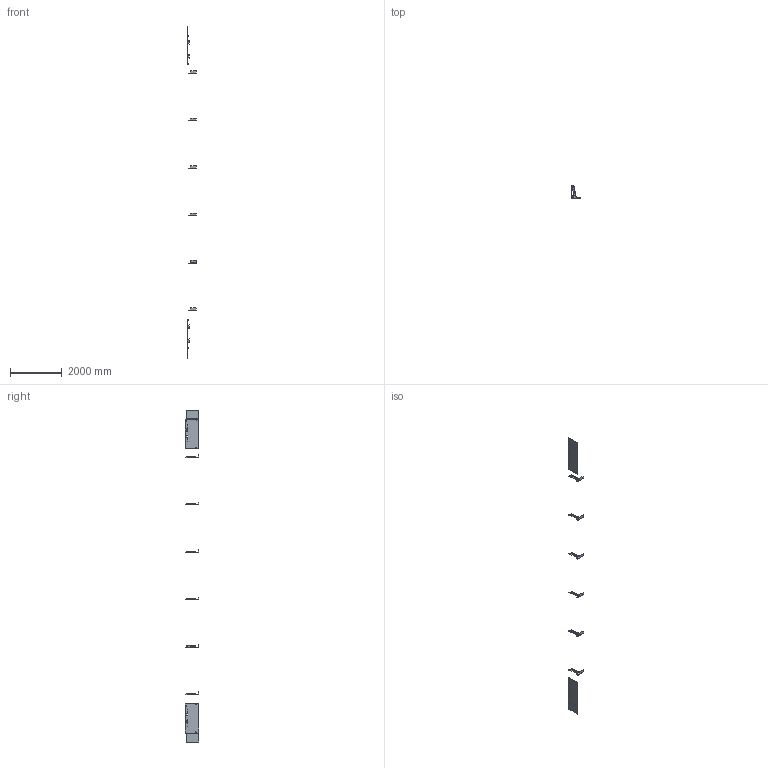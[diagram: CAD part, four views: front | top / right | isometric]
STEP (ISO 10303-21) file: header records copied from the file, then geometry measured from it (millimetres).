
FILE_DESCRIPTION(/* description */ (''),/* implementation_level */ '2;1');
FILE_NAME(/* name */ 'FE-00040-10_ASM_9_ASM.stp',/* time_stamp */ '2017-01-08T12:21:35-05:00',/* author */ ('jeff1'),/* organization */ (''),/* preprocessor_version */ 'ST-DEVELOPER v16.5',/* originating_system */ 'Autodesk Inventor 2017',/* authorisation */ '');
FILE_SCHEMA (('AUTOMOTIVE_DESIGN { 1 0 10303 214 3 1 1 }'));
Length unit declared in the file: inch
Products named in the file (14): FE-00040-10_ASM_9_ASM; FE-00051_ASM_2_ASM; FE-00050_5; FE-00052_ASM_2_ASM; FE-00047_ASM_1_ASM; FE-00044_1; FE-00046_1; FE-00045_1; HW-00047-01_1; HW-00047-02_ASM_1_ASM; NYLOC_NUT_ASM_1_ASM; NYLOC_NUT_1_1; NYLOC_NUT_2_1; GE-17299_2
Assembly tree (36 placements, depth 5):
  FE-00040-10_ASM_9_ASM
    FE-00051_ASM_2_ASM
    FE-00050_5  x6
    FE-00052_ASM_2_ASM
    FE-00047_ASM_1_ASM  x2
      FE-00044_1
      FE-00046_1
      FE-00045_1
      HW-00047-01_1
      HW-00047-02_ASM_1_ASM
        NYLOC_NUT_ASM_1_ASM
          NYLOC_NUT_1_1
          NYLOC_NUT_2_1
    GE-17299_2  x2
Bounding box: 330.71 x 508.43 x 12838.11 mm (x, y, z)
Volume: 12005303.1 mm3; surface area: 4309094.9 mm2
Topology: 66 solids, 82 shells, 2134 faces, 5454 edges, 3484 vertices
Faces by surface type: plane 760, cylinder 734, cone 560, torus 48, bspline 32
Full cylindrical faces by diameter (mm): 5.105 x16, 5.22 x16, 5.387 x64, 6.35 x240, 6.604 x54, 6.731 x16, 6.843 x16, 9.525 x4, 33.909 x6
Entity records: 13213 total; most frequent: CARTESIAN_POINT 7196, DIRECTION 1238, ORIENTED_EDGE 1034, EDGE_CURVE 525, AXIS2_PLACEMENT_3D 498, VERTEX_POINT 376, EDGE_LOOP 361, LINE 242
